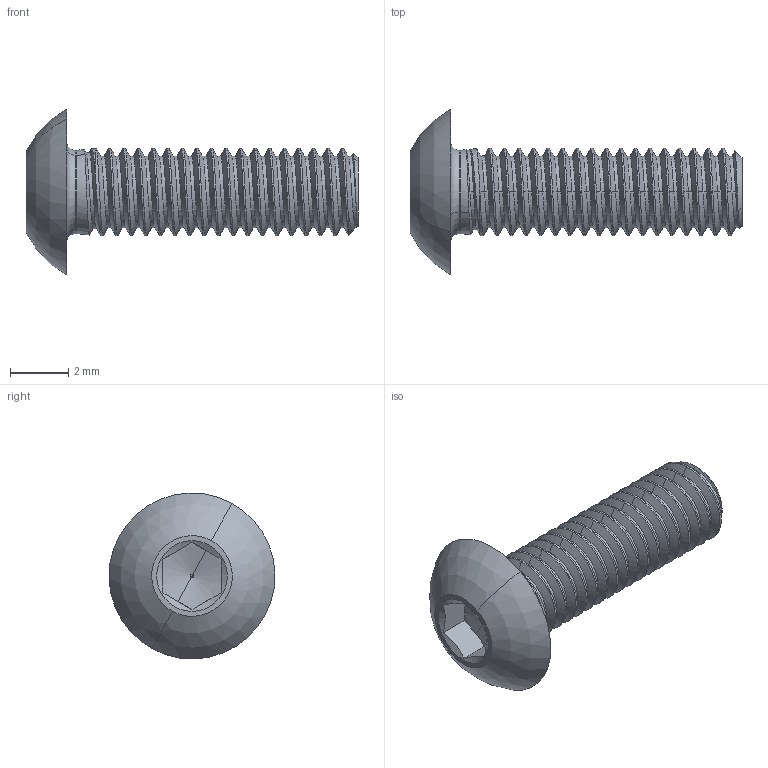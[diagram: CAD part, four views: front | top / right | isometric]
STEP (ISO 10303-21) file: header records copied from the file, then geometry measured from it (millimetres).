
FILE_DESCRIPTION(('partsCAD.com STEP Exchange','partsCAD.com--- Composite Materials ---3.4---2017-06-13'),'2;1');
FILE_NAME('ISO7380-1_M3X10.stp','2024-01-26T02:41:06+00:00',('none'),('none'),'partsCAD.com 5-6 Release 2020','partsCAD.com STEP AP203 v1','none');
FILE_SCHEMA(('CONFIG_CONTROL_DESIGN'));
Length unit declared in the file: millimetre
Products named in the file (1): ISO7380-1_M3X10
Bounding box: 11.4 x 5.7 x 5.7 mm (x, y, z)
Volume: 77.5 mm3; surface area: 197.9 mm2
Topology: 1 solids, 1 shells, 180 faces, 444 edges, 266 vertices
Faces by surface type: bspline 116, cylinder 38, plane 9, cone 9, torus 4, sphere 4
Entity records: 8171 total; most frequent: CARTESIAN_POINT 5177, ORIENTED_EDGE 884, EDGE_CURVE 442, B_SPLINE_CURVE_WITH_KNOTS 361, VERTEX_POINT 266, EDGE_LOOP 182, ADVANCED_FACE 180, FACE_OUTER_BOUND 180
